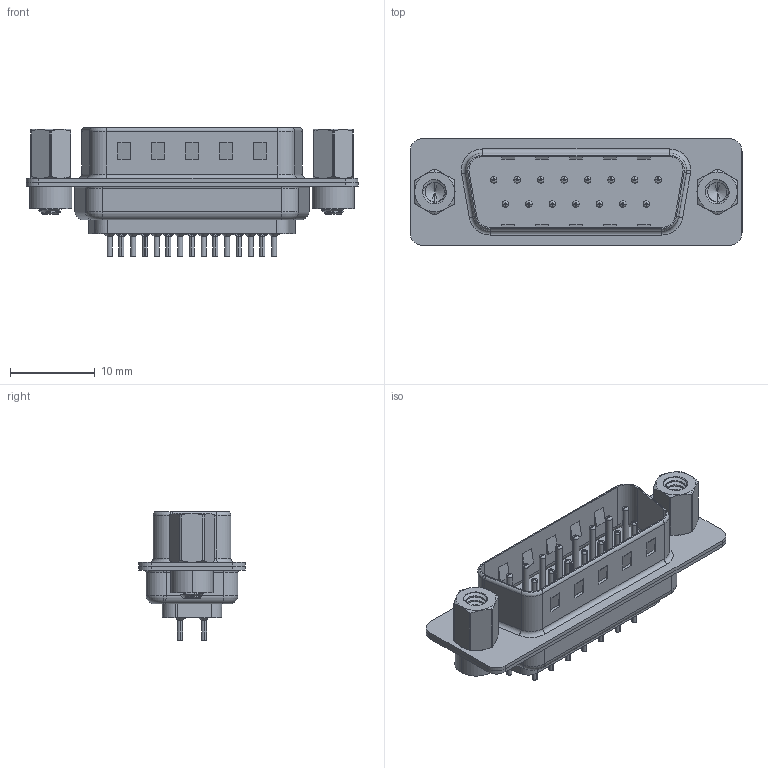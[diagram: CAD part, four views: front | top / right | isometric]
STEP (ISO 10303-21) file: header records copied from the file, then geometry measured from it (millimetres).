
FILE_DESCRIPTION (( 'STEP AP203' ), '1' );
FILE_NAME ('627-015-220-543.STEP', '2018-10-04T01:00:30', ( '' ), ( '' ), 'SwSTEP 2.0', 'SolidWorks 2016', '' );
FILE_SCHEMA (( 'CONFIG_CONTROL_DESIGN' ));
Length unit declared in the file: millimetre
Products named in the file (8): 627 Contact Row 2_20L; 627 4-40 Threaded Rivet; 627 4-40 Hex Standoff; 627-015-220-543; 627 Housing_15 LP; 627 Shell Front_15 Contacts; 627 Shell Rear_15 Contacts; 627 Contact Row 1_20L
Assembly tree (22 placements, depth 2):
  627-015-220-543
    627 Housing_15 LP
    627 Shell Front_15 Contacts
    627 Shell Rear_15 Contacts
    627 Contact Row 1_20L  x8
    627 Contact Row 2_20L  x7
    627 4-40 Threaded Rivet  x2
    627 4-40 Hex Standoff  x2
Bounding box: 39.15 x 12.6 x 15.2 mm (x, y, z)
Volume: 2037.2 mm3; surface area: 5790.7 mm2
Topology: 22 solids, 22 shells, 1936 faces, 5062 edges, 3151 vertices
Faces by surface type: cylinder 760, plane 521, torus 461, cone 176, bspline 18
Entity records: 26112 total; most frequent: CARTESIAN_POINT 8448, DIRECTION 3594, ORIENTED_EDGE 3378, EDGE_CURVE 1689, AXIS2_PLACEMENT_3D 1423, VERTEX_POINT 1074, EDGE_LOOP 775, VECTOR 748
